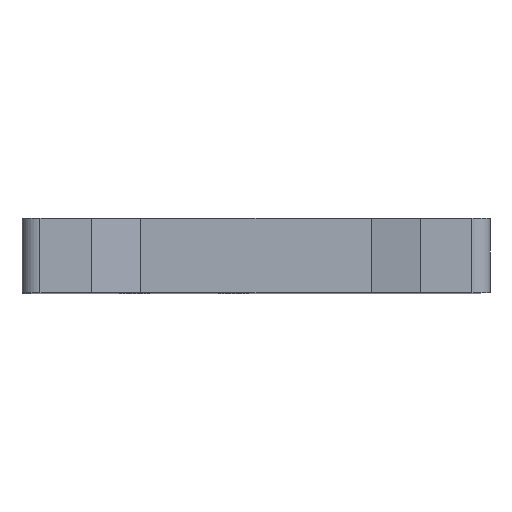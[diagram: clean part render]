
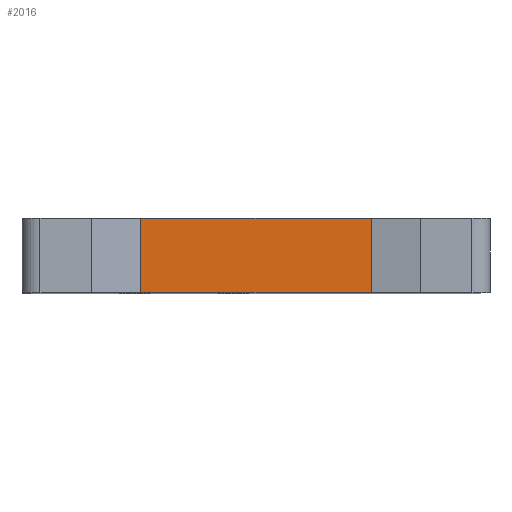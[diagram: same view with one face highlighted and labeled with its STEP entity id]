
A CAD part, top view. The second image highlights one B-rep face of the part: STEP entity #2016.
In plain terms, the highlighted planar face has unit normal (0, 0, 1).
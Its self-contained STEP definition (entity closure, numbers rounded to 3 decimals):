
#305=FACE_OUTER_BOUND('',#442,.T.);
#442=EDGE_LOOP('',(#1717,#1718,#1719,#1720));
#523=LINE('',#3082,#694);
#609=LINE('',#3395,#780);
#628=LINE('',#3463,#799);
#629=LINE('',#3465,#800);
#694=VECTOR('',#2406,10.);
#780=VECTOR('',#2752,10.);
#799=VECTOR('',#2815,10.);
#800=VECTOR('',#2818,10.);
#880=VERTEX_POINT('',#3079);
#881=VERTEX_POINT('',#3081);
#977=VERTEX_POINT('',#3392);
#978=VERTEX_POINT('',#3394);
#1068=EDGE_CURVE('',#880,#881,#523,.T.);
#1224=EDGE_CURVE('',#977,#978,#609,.T.);
#1259=EDGE_CURVE('',#880,#978,#628,.T.);
#1260=EDGE_CURVE('',#881,#977,#629,.T.);
#1717=ORIENTED_EDGE('',*,*,#1260,.F.);
#1718=ORIENTED_EDGE('',*,*,#1068,.F.);
#1719=ORIENTED_EDGE('',*,*,#1259,.T.);
#1720=ORIENTED_EDGE('',*,*,#1224,.F.);
#1918=PLANE('',#2257);
#2016=ADVANCED_FACE('',(#305),#1918,.F.);
#2257=AXIS2_PLACEMENT_3D('',#3464,#2816,#2817);
#2406=DIRECTION('',(1.,0.,0.));
#2752=DIRECTION('',(-1.,0.,0.));
#2815=DIRECTION('',(0.,-1.,0.));
#2816=DIRECTION('center_axis',(0.,0.,
-1.));
#2817=DIRECTION('ref_axis',(1.,0.,0.));
#2818=DIRECTION('',(0.,-1.,0.));
#3079=CARTESIAN_POINT('',(13.175,8.25,64.815));
#3081=CARTESIAN_POINT('',(38.825,8.25,64.815));
#3082=CARTESIAN_POINT('',(19.587,8.25,64.815));
#3392=CARTESIAN_POINT('',(38.825,0.,64.815));
#3394=CARTESIAN_POINT('',(13.175,0.,64.815));
#3395=CARTESIAN_POINT('',(19.587,0.,64.815));
#3463=CARTESIAN_POINT('',(13.175,0.5,64.815));
#3464=CARTESIAN_POINT('Origin',(13.175,11.25,64.815));
#3465=CARTESIAN_POINT('',(38.825,0.5,64.815));
